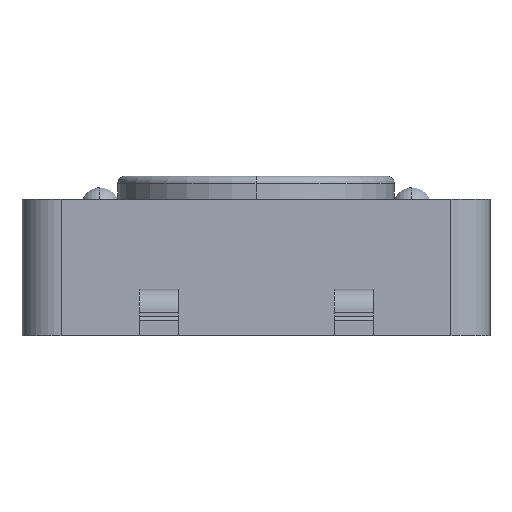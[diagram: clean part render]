
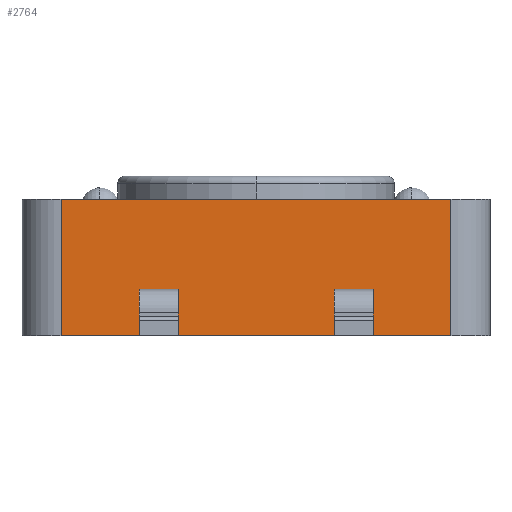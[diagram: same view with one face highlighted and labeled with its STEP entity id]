
A CAD part, left-side view. The second image highlights one B-rep face of the part: STEP entity #2764.
In plain terms, the highlighted planar face has unit normal (-1, 0, 0).
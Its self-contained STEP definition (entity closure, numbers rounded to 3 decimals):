
#71 = VECTOR ( 'NONE', #8050, 1000. ) ;
#343 = VERTEX_POINT ( 'NONE', #11655 ) ;
#356 = LINE ( 'NONE', #3281, #4096 ) ;
#363 = VECTOR ( 'NONE', #12613, 1000. ) ;
#396 = VERTEX_POINT ( 'NONE', #8778 ) ;
#459 = VECTOR ( 'NONE', #8751, 1000. ) ;
#474 = CARTESIAN_POINT ( 'NONE',  ( -6., 5., 0. ) ) ;
#534 = EDGE_CURVE ( 'NONE', #11953, #8352, #356, .T. ) ;
#955 = CARTESIAN_POINT ( 'NONE',  ( -6., -3., 1.2 ) ) ;
#1174 = LINE ( 'NONE', #5124, #8481 ) ;
#1293 = ORIENTED_EDGE ( 'NONE', *, *, #534, .T. ) ;
#1365 = LINE ( 'NONE', #5324, #2677 ) ;
#1385 = FACE_BOUND ( 'NONE', #7155, .T. ) ;
#1409 = DIRECTION ( 'NONE',  ( 0., 1., 0. ) ) ;
#1712 = CARTESIAN_POINT ( 'NONE',  ( -6., -2., 1.2 ) ) ;
#2111 = ORIENTED_EDGE ( 'NONE', *, *, #3940, .F. ) ;
#2120 = LINE ( 'NONE', #10095, #12232 ) ;
#2138 = DIRECTION ( 'NONE',  ( 0., 1., 0. ) ) ;
#2203 = ORIENTED_EDGE ( 'NONE', *, *, #9787, .F. ) ;
#2415 = CARTESIAN_POINT ( 'NONE',  ( -6., -5., 3.5 ) ) ;
#2463 = VECTOR ( 'NONE', #1409, 1000. ) ;
#2514 = ORIENTED_EDGE ( 'NONE', *, *, #8198, .F. ) ;
#2668 = DIRECTION ( 'NONE',  ( 0., -1., 0. ) ) ;
#2677 = VECTOR ( 'NONE', #2138, 1000. ) ;
#2764 = ADVANCED_FACE ( 'NONE', ( #1385, #6203, #8449 ), #11306, .F. ) ;
#2875 = CARTESIAN_POINT ( 'NONE',  ( -6., 5., 0. ) ) ;
#2985 = CARTESIAN_POINT ( 'NONE',  ( -6., 3., 0.8 ) ) ;
#3156 = DIRECTION ( 'NONE',  ( 0., 1., 0. ) ) ;
#3196 = VECTOR ( 'NONE', #2668, 1000. ) ;
#3281 = CARTESIAN_POINT ( 'NONE',  ( -6., 0., 0.8 ) ) ;
#3342 = AXIS2_PLACEMENT_3D ( 'NONE', #9602, #7528, #9671 ) ;
#3622 = LINE ( 'NONE', #12584, #7235 ) ;
#3940 = EDGE_CURVE ( 'NONE', #11953, #11719, #7245, .T. ) ;
#4096 = VECTOR ( 'NONE', #3156, 1000. ) ;
#4308 = LINE ( 'NONE', #10359, #2463 ) ;
#4349 = LINE ( 'NONE', #4552, #3196 ) ;
#4444 = ORIENTED_EDGE ( 'NONE', *, *, #6367, .F. ) ;
#4511 = CARTESIAN_POINT ( 'NONE',  ( -6., 2., 1.2 ) ) ;
#4552 = CARTESIAN_POINT ( 'NONE',  ( -6., 5., 3.5 ) ) ;
#4754 = CARTESIAN_POINT ( 'NONE',  ( -6., 5., 3.5 ) ) ;
#4828 = EDGE_CURVE ( 'NONE', #8978, #6693, #11840, .T. ) ;
#5124 = CARTESIAN_POINT ( 'NONE',  ( -6., 3., 1.2 ) ) ;
#5127 = DIRECTION ( 'NONE',  ( 0., 0., -1. ) ) ;
#5264 = ORIENTED_EDGE ( 'NONE', *, *, #10760, .F. ) ;
#5324 = CARTESIAN_POINT ( 'NONE',  ( -6., 0., 0.8 ) ) ;
#5780 = VERTEX_POINT ( 'NONE', #2415 ) ;
#6151 = VECTOR ( 'NONE', #8011, 1000. ) ;
#6203 = FACE_BOUND ( 'NONE', #8114, .T. ) ;
#6367 = EDGE_CURVE ( 'NONE', #5780, #6693, #12108, .T. ) ;
#6451 = ORIENTED_EDGE ( 'NONE', *, *, #4828, .T. ) ;
#6484 = ORIENTED_EDGE ( 'NONE', *, *, #11635, .F. ) ;
#6673 = EDGE_CURVE ( 'NONE', #10026, #8978, #10660, .T. ) ;
#6693 = VERTEX_POINT ( 'NONE', #11094 ) ;
#6876 = LINE ( 'NONE', #1712, #363 ) ;
#7043 = DIRECTION ( 'NONE',  ( 0., 0., -1. ) ) ;
#7155 = EDGE_LOOP ( 'NONE', ( #6484, #5264, #12245, #11205 ) ) ;
#7235 = VECTOR ( 'NONE', #9386, 1000. ) ;
#7245 = LINE ( 'NONE', #9014, #71 ) ;
#7330 = CARTESIAN_POINT ( 'NONE',  ( -6., 5., 3.5 ) ) ;
#7528 = DIRECTION ( 'NONE',  ( 1., 0., 0. ) ) ;
#7634 = VERTEX_POINT ( 'NONE', #8475 ) ;
#7826 = VERTEX_POINT ( 'NONE', #8463 ) ;
#8011 = DIRECTION ( 'NONE',  ( 0., -1., 0. ) ) ;
#8050 = DIRECTION ( 'NONE',  ( 0., 0., 1. ) ) ;
#8114 = EDGE_LOOP ( 'NONE', ( #8674, #2111, #1293, #2203 ) ) ;
#8198 = EDGE_CURVE ( 'NONE', #10026, #5780, #4349, .T. ) ;
#8352 = VERTEX_POINT ( 'NONE', #2985 ) ;
#8449 = FACE_OUTER_BOUND ( 'NONE', #12283, .T. ) ;
#8463 = CARTESIAN_POINT ( 'NONE',  ( -6., -3., 0.8 ) ) ;
#8475 = CARTESIAN_POINT ( 'NONE',  ( -6., -2., 0.8 ) ) ;
#8481 = VECTOR ( 'NONE', #7043, 1000. ) ;
#8590 = VECTOR ( 'NONE', #5127, 1000. ) ;
#8674 = ORIENTED_EDGE ( 'NONE', *, *, #10559, .F. ) ;
#8751 = DIRECTION ( 'NONE',  ( 0., 0., -1. ) ) ;
#8778 = CARTESIAN_POINT ( 'NONE',  ( -6., -2., 1.2 ) ) ;
#8978 = VERTEX_POINT ( 'NONE', #474 ) ;
#9014 = CARTESIAN_POINT ( 'NONE',  ( -6., 2., 1.2 ) ) ;
#9376 = DIRECTION ( 'NONE',  ( 0., 0., 1. ) ) ;
#9386 = DIRECTION ( 'NONE',  ( 0., 1., 0. ) ) ;
#9602 = CARTESIAN_POINT ( 'NONE',  ( -6., 5., 3.5 ) ) ;
#9671 = DIRECTION ( 'NONE',  ( 0., 0., -1. ) ) ;
#9787 = EDGE_CURVE ( 'NONE', #343, #8352, #1174, .T. ) ;
#10013 = VERTEX_POINT ( 'NONE', #955 ) ;
#10026 = VERTEX_POINT ( 'NONE', #7330 ) ;
#10095 = CARTESIAN_POINT ( 'NONE',  ( -6., -3., 1.2 ) ) ;
#10359 = CARTESIAN_POINT ( 'NONE',  ( -6., 0., 1.2 ) ) ;
#10559 = EDGE_CURVE ( 'NONE', #11719, #343, #3622, .T. ) ;
#10660 = LINE ( 'NONE', #4754, #459 ) ;
#10760 = EDGE_CURVE ( 'NONE', #7826, #10013, #2120, .T. ) ;
#11094 = CARTESIAN_POINT ( 'NONE',  ( -6., -5., 0. ) ) ;
#11205 = ORIENTED_EDGE ( 'NONE', *, *, #12631, .F. ) ;
#11207 = CARTESIAN_POINT ( 'NONE',  ( -6., -5., 3.5 ) ) ;
#11213 = CARTESIAN_POINT ( 'NONE',  ( -6., 2., 0.8 ) ) ;
#11306 = PLANE ( 'NONE',  #3342 ) ;
#11635 = EDGE_CURVE ( 'NONE', #10013, #396, #4308, .T. ) ;
#11655 = CARTESIAN_POINT ( 'NONE',  ( -6., 3., 1.2 ) ) ;
#11719 = VERTEX_POINT ( 'NONE', #4511 ) ;
#11840 = LINE ( 'NONE', #2875, #6151 ) ;
#11953 = VERTEX_POINT ( 'NONE', #11213 ) ;
#12012 = EDGE_CURVE ( 'NONE', #7826, #7634, #1365, .T. ) ;
#12108 = LINE ( 'NONE', #11207, #8590 ) ;
#12232 = VECTOR ( 'NONE', #9376, 1000. ) ;
#12245 = ORIENTED_EDGE ( 'NONE', *, *, #12012, .T. ) ;
#12283 = EDGE_LOOP ( 'NONE', ( #6451, #4444, #2514, #12445 ) ) ;
#12445 = ORIENTED_EDGE ( 'NONE', *, *, #6673, .T. ) ;
#12584 = CARTESIAN_POINT ( 'NONE',  ( -6., 0., 1.2 ) ) ;
#12613 = DIRECTION ( 'NONE',  ( 0., 0., -1. ) ) ;
#12631 = EDGE_CURVE ( 'NONE', #396, #7634, #6876, .T. ) ;
